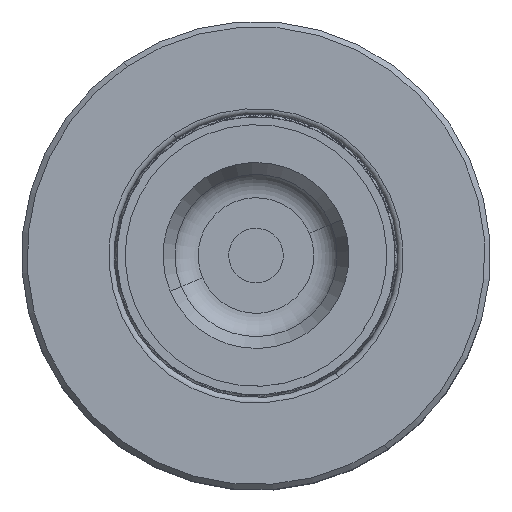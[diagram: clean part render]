
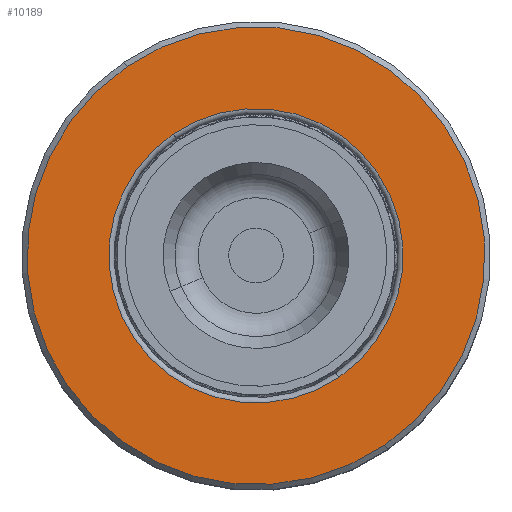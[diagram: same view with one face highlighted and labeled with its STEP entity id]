
A CAD part, top view. The second image highlights one B-rep face of the part: STEP entity #10189.
In plain terms, the highlighted face is planar.
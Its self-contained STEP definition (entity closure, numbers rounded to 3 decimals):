
#3569 = DIRECTION ( 'NONE',  ( 0., -1., 0. ) ) ;
#4330 = CARTESIAN_POINT ( 'NONE',  ( 0., 15.687, 0. ) ) ;
#5107 = CARTESIAN_POINT ( 'NONE',  ( 0., 15.687, -13.5 ) ) ;
#5203 = CARTESIAN_POINT ( 'NONE',  ( 0., 15.687, 13.5 ) ) ;
#6518 = DIRECTION ( 'NONE',  ( 0., 0., -1. ) ) ;
#6639 = CARTESIAN_POINT ( 'NONE',  ( 0., 15.687, 0. ) ) ;
#7623 = EDGE_CURVE ( 'NONE', #13359, #37384, #24129, .T. ) ;
#8285 = EDGE_CURVE ( 'NONE', #35879, #14026, #8315, .T. ) ;
#8315 = CIRCLE ( 'NONE', #19473, 21. ) ;
#9267 = AXIS2_PLACEMENT_3D ( 'NONE', #6639, #3569, #9979 ) ;
#9598 = EDGE_LOOP ( 'NONE', ( #13332, #35147 ) ) ;
#9979 = DIRECTION ( 'NONE',  ( 0., 0., -1. ) ) ;
#10189 = ADVANCED_FACE ( 'NONE', ( #18910, #32857 ), #34904, .T. ) ;
#13332 = ORIENTED_EDGE ( 'NONE', *, *, #20976, .T. ) ;
#13359 = VERTEX_POINT ( 'NONE', #5203 ) ;
#13592 = DIRECTION ( 'NONE',  ( 0., 0., -1. ) ) ;
#13736 = EDGE_LOOP ( 'NONE', ( #37671, #22385 ) ) ;
#13995 = CIRCLE ( 'NONE', #17287, 13.5 ) ;
#14026 = VERTEX_POINT ( 'NONE', #30405 ) ;
#14492 = EDGE_CURVE ( 'NONE', #14026, #35879, #25362, .T. ) ;
#14806 = AXIS2_PLACEMENT_3D ( 'NONE', #37896, #34780, #22997 ) ;
#16701 = CARTESIAN_POINT ( 'NONE',  ( 0., 15.687, -21. ) ) ;
#16716 = CARTESIAN_POINT ( 'NONE',  ( 0., 15.687, 0. ) ) ;
#16980 = DIRECTION ( 'NONE',  ( 0., -1., 0. ) ) ;
#17287 = AXIS2_PLACEMENT_3D ( 'NONE', #27259, #18318, #6518 ) ;
#18318 = DIRECTION ( 'NONE',  ( 0., -1., 0. ) ) ;
#18910 = FACE_BOUND ( 'NONE', #9598, .T. ) ;
#19473 = AXIS2_PLACEMENT_3D ( 'NONE', #16716, #16980, #13592 ) ;
#20976 = EDGE_CURVE ( 'NONE', #37384, #13359, #13995, .T. ) ;
#22385 = ORIENTED_EDGE ( 'NONE', *, *, #14492, .F. ) ;
#22997 = DIRECTION ( 'NONE',  ( 0., 0., 1. ) ) ;
#24129 = CIRCLE ( 'NONE', #35102, 13.5 ) ;
#25362 = CIRCLE ( 'NONE', #9267, 21. ) ;
#27259 = CARTESIAN_POINT ( 'NONE',  ( 0., 15.687, 0. ) ) ;
#30405 = CARTESIAN_POINT ( 'NONE',  ( 0., 15.687, 21. ) ) ;
#32857 = FACE_OUTER_BOUND ( 'NONE', #13736, .T. ) ;
#33502 = DIRECTION ( 'NONE',  ( 0., 0., -1. ) ) ;
#33884 = DIRECTION ( 'NONE',  ( 0., -1., 0. ) ) ;
#34780 = DIRECTION ( 'NONE',  ( 0., 1., 0. ) ) ;
#34904 = PLANE ( 'NONE',  #14806 ) ;
#35102 = AXIS2_PLACEMENT_3D ( 'NONE', #4330, #33884, #33502 ) ;
#35147 = ORIENTED_EDGE ( 'NONE', *, *, #7623, .T. ) ;
#35879 = VERTEX_POINT ( 'NONE', #16701 ) ;
#37384 = VERTEX_POINT ( 'NONE', #5107 ) ;
#37671 = ORIENTED_EDGE ( 'NONE', *, *, #8285, .F. ) ;
#37896 = CARTESIAN_POINT ( 'NONE',  ( 21., 15.687, 0. ) ) ;
